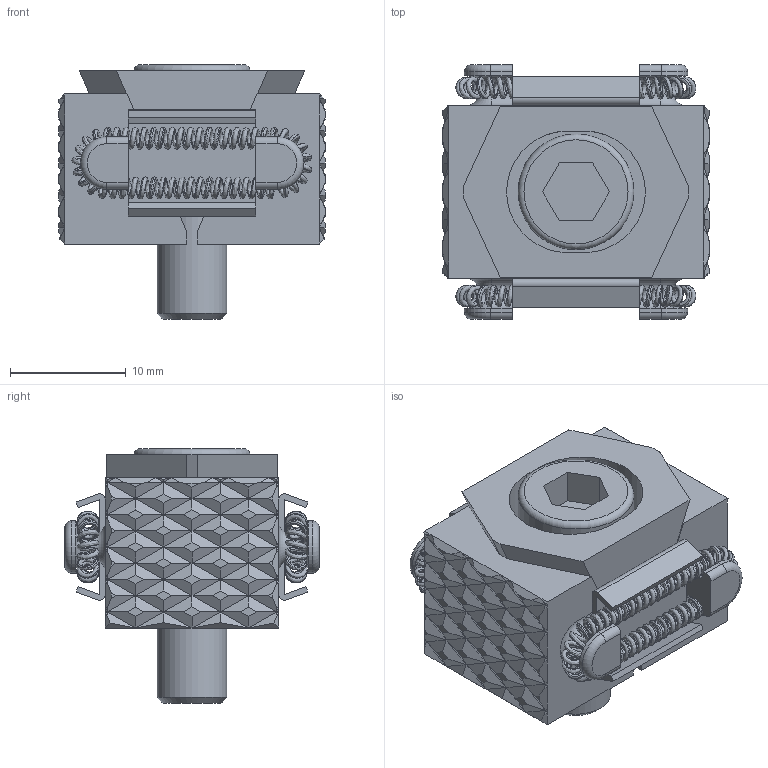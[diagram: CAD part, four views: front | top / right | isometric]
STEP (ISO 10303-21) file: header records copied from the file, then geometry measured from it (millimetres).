
FILE_DESCRIPTION(/* description */ (''),/* implementation_level */ '2;1');
FILE_NAME(/* name */ 'Kamishiro-OKC-M6.step',/* time_stamp */ '2023-09-14T10:32:49+10:00',/* author */ (''),/* organization */ (''),/* preprocessor_version */ 'ST-DEVELOPER v20',/* originating_system */ 'Autodesk Translation Framework v12.9.0.99',/* authorisation */ '');
FILE_SCHEMA (('AUTOMOTIVE_DESIGN { 1 0 10303 214 3 1 1 }'));
Products named in the file (1): Kamishiro-OKC-M6
Bounding box: 23 x 22 x 22 mm (x, y, z)
Volume: 4703.2 mm3; surface area: 4926.6 mm2
Topology: 8 solids, 8 shells, 611 faces, 1307 edges, 715 vertices
Faces by surface type: plane 541, cylinder 44, torus 13, bspline 12, cone 1
Full cylindrical faces by diameter (mm): 6 x1, 10 x1
Entity records: 53623 total; most frequent: CARTESIAN_POINT 40674, DIRECTION 2619, ORIENTED_EDGE 2614, EDGE_CURVE 1307, LINE 1163, VECTOR 1163, AXIS2_PLACEMENT_3D 728, VERTEX_POINT 715
